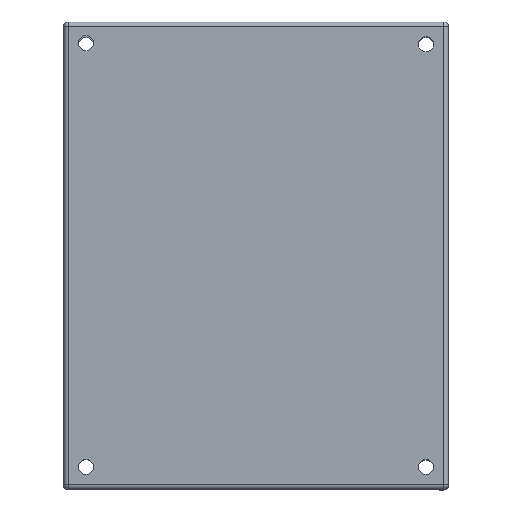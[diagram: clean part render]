
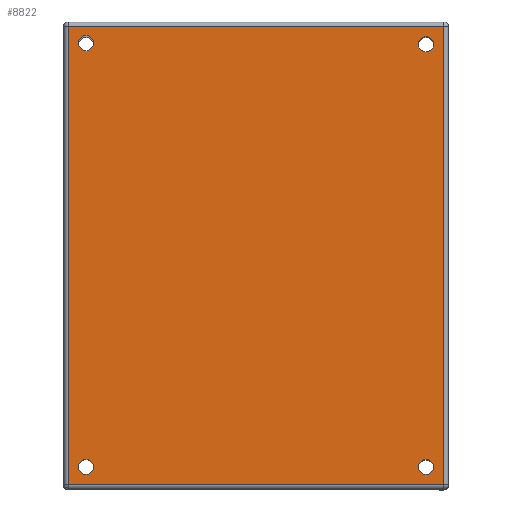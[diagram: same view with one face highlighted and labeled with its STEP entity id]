
A CAD part, front view. The second image highlights one B-rep face of the part: STEP entity #8822.
In plain terms, the highlighted planar face has unit normal (0, -1, 0).
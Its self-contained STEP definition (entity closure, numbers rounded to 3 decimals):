
#109=FACE_BOUND('',#2645,.T.);
#110=FACE_BOUND('',#2646,.T.);
#111=FACE_BOUND('',#2647,.T.);
#112=FACE_BOUND('',#2648,.T.);
#368=PLANE('',#9356);
#499=LINE('',#13378,#1174);
#501=LINE('',#13388,#1176);
#503=LINE('',#13391,#1178);
#510=LINE('',#13407,#1185);
#1174=VECTOR('',#10469,10.);
#1176=VECTOR('',#10481,10.);
#1178=VECTOR('',#10485,10.);
#1185=VECTOR('',#10502,10.);
#2179=FACE_OUTER_BOUND('',#2644,.T.);
#2644=EDGE_LOOP('',(#6233,#6234,#6235,#6236));
#2645=EDGE_LOOP('',(#6237));
#2646=EDGE_LOOP('',(#6238));
#2647=EDGE_LOOP('',(#6239));
#2648=EDGE_LOOP('',(#6240));
#3366=CIRCLE('',#9357,1.7);
#3367=CIRCLE('',#9358,1.7);
#3368=CIRCLE('',#9359,1.7);
#3369=CIRCLE('',#9360,1.7);
#3988=VERTEX_POINT('',#13360);
#3991=VERTEX_POINT('',#13367);
#3994=VERTEX_POINT('',#13374);
#3997=VERTEX_POINT('',#13384);
#4010=VERTEX_POINT('',#13436);
#4011=VERTEX_POINT('',#13438);
#4012=VERTEX_POINT('',#13440);
#4013=VERTEX_POINT('',#13442);
#4863=EDGE_CURVE('',#3988,#3994,#499,.T.);
#4868=EDGE_CURVE('',#3994,#3997,#501,.T.);
#4870=EDGE_CURVE('',#3997,#3991,#503,.T.);
#4879=EDGE_CURVE('',#3991,#3988,#510,.T.);
#4894=EDGE_CURVE('',#4010,#4010,#3366,.T.);
#4895=EDGE_CURVE('',#4011,#4011,#3367,.T.);
#4896=EDGE_CURVE('',#4012,#4012,#3368,.T.);
#4897=EDGE_CURVE('',#4013,#4013,#3369,.T.);
#6233=ORIENTED_EDGE('',*,*,#4863,.F.);
#6234=ORIENTED_EDGE('',*,*,#4879,.F.);
#6235=ORIENTED_EDGE('',*,*,#4870,.F.);
#6236=ORIENTED_EDGE('',*,*,#4868,.F.);
#6237=ORIENTED_EDGE('',*,*,#4894,.F.);
#6238=ORIENTED_EDGE('',*,*,#4895,.F.);
#6239=ORIENTED_EDGE('',*,*,#4896,.F.);
#6240=ORIENTED_EDGE('',*,*,#4897,.F.);
#8822=ADVANCED_FACE('',(#2179,#109,#110,#111,#112),#368,.F.);
#9356=AXIS2_PLACEMENT_3D('',#13435,#10533,#10534);
#9357=AXIS2_PLACEMENT_3D('',#13437,#10535,#10536);
#9358=AXIS2_PLACEMENT_3D('',#13439,#10537,#10538);
#9359=AXIS2_PLACEMENT_3D('',#13441,#10539,#10540);
#9360=AXIS2_PLACEMENT_3D('',#13443,#10541,#10542);
#10469=DIRECTION('',(0.,0.,1.));
#10481=DIRECTION('',(1.,0.,0.));
#10485=DIRECTION('',(0.,0.,-1.));
#10502=DIRECTION('',(-1.,0.,0.));
#10533=DIRECTION('center_axis',(0.,1.,0.));
#10534=DIRECTION('ref_axis',(1.,0.,0.));
#10535=DIRECTION('center_axis',(0.,-1.,0.));
#10536=DIRECTION('ref_axis',(1.,0.,0.));
#10537=DIRECTION('center_axis',(0.,-1.,0.));
#10538=DIRECTION('ref_axis',(1.,0.,0.));
#10539=DIRECTION('center_axis',(0.,-1.,0.));
#10540=DIRECTION('ref_axis',(1.,0.,0.));
#10541=DIRECTION('center_axis',(0.,-1.,0.));
#10542=DIRECTION('ref_axis',(1.,0.,0.));
#13360=CARTESIAN_POINT('',(1.,0.,1.));
#13367=CARTESIAN_POINT('',(85.2,0.,1.));
#13374=CARTESIAN_POINT('',(1.,0.,103.7));
#13378=CARTESIAN_POINT('',(1.,0.,26.175));
#13384=CARTESIAN_POINT('',(85.2,0.,103.7));
#13388=CARTESIAN_POINT('',(21.55,0.,103.7));
#13391=CARTESIAN_POINT('',(85.2,0.,78.525));
#13407=CARTESIAN_POINT('',(64.65,0.,1.));
#13435=CARTESIAN_POINT('Origin',(43.1,0.,52.35));
#13436=CARTESIAN_POINT('',(3.3,0.,100.));
#13437=CARTESIAN_POINT('Origin',(5.,0.,100.));
#13438=CARTESIAN_POINT('',(79.5,0.,5.));
#13439=CARTESIAN_POINT('Origin',(81.2,0.,5.));
#13440=CARTESIAN_POINT('',(79.5,0.,99.7));
#13441=CARTESIAN_POINT('Origin',(81.2,0.,99.7));
#13442=CARTESIAN_POINT('',(3.3,0.,5.));
#13443=CARTESIAN_POINT('Origin',(5.,0.,5.));
